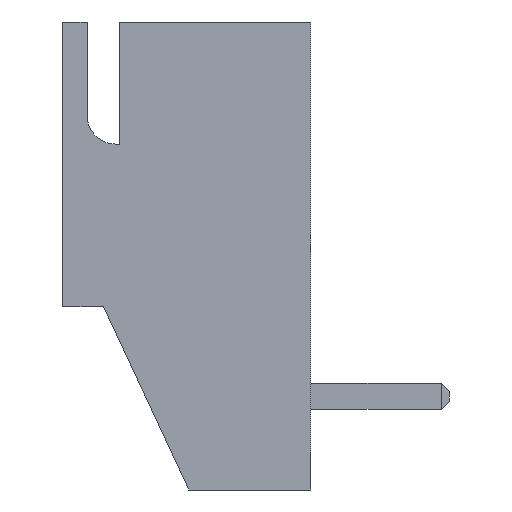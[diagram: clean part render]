
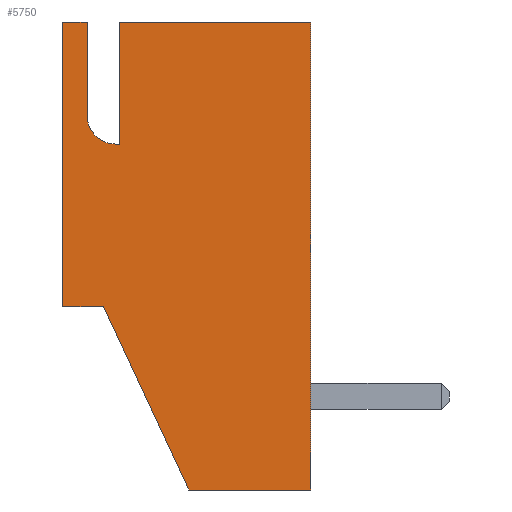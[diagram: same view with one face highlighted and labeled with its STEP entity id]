
A CAD part, left-side view. The second image highlights one B-rep face of the part: STEP entity #5750.
In plain terms, the highlighted planar face has unit normal (-1, 0, 0).
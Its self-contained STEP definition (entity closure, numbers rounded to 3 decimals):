
#70=CIRCLE('',#6105,0.7);
#176=FACE_OUTER_BOUND('',#508,.T.);
#508=EDGE_LOOP('',(#3961,#3962,#3963,#3964,#3965,#3966,#3967,#3968,#3969,
#3970,#3971));
#900=LINE('',#8164,#1678);
#904=LINE('',#8172,#1682);
#906=LINE('',#8177,#1684);
#914=LINE('',#8194,#1692);
#931=LINE('',#8231,#1709);
#964=LINE('',#8302,#1742);
#968=LINE('',#8312,#1746);
#969=LINE('',#8314,#1747);
#970=LINE('',#8316,#1748);
#971=LINE('',#8317,#1749);
#1678=VECTOR('',#6551,10.);
#1682=VECTOR('',#6559,10.);
#1684=VECTOR('',#6563,10.);
#1692=VECTOR('',#6575,10.);
#1709=VECTOR('',#6614,10.);
#1742=VECTOR('',#6669,10.);
#1746=VECTOR('',#6681,10.);
#1747=VECTOR('',#6684,10.);
#1748=VECTOR('',#6685,10.);
#1749=VECTOR('',#6686,10.);
#2455=VERTEX_POINT('',#8161);
#2456=VERTEX_POINT('',#8163);
#2458=VERTEX_POINT('',#8171);
#2459=VERTEX_POINT('',#8175);
#2460=VERTEX_POINT('',#8176);
#2467=VERTEX_POINT('',#8193);
#2476=VERTEX_POINT('',#8230);
#2502=VERTEX_POINT('',#8299);
#2503=VERTEX_POINT('',#8301);
#2505=VERTEX_POINT('',#8307);
#2506=VERTEX_POINT('',#8315);
#2988=EDGE_CURVE('',#2456,#2455,#900,.T.);
#2992=EDGE_CURVE('',#2458,#2456,#904,.T.);
#2994=EDGE_CURVE('',#2459,#2460,#906,.T.);
#3002=EDGE_CURVE('',#2460,#2467,#914,.T.);
#3021=EDGE_CURVE('',#2476,#2458,#931,.T.);
#3056=EDGE_CURVE('',#2503,#2502,#964,.T.);
#3059=EDGE_CURVE('',#2505,#2476,#70,.T.);
#3062=EDGE_CURVE('',#2502,#2505,#968,.T.);
#3063=EDGE_CURVE('',#2455,#2459,#969,.T.);
#3064=EDGE_CURVE('',#2467,#2506,#970,.T.);
#3065=EDGE_CURVE('',#2506,#2503,#971,.T.);
#3961=ORIENTED_EDGE('',*,*,#3056,.T.);
#3962=ORIENTED_EDGE('',*,*,#3062,.T.);
#3963=ORIENTED_EDGE('',*,*,#3059,.T.);
#3964=ORIENTED_EDGE('',*,*,#3021,.T.);
#3965=ORIENTED_EDGE('',*,*,#2992,.T.);
#3966=ORIENTED_EDGE('',*,*,#2988,.T.);
#3967=ORIENTED_EDGE('',*,*,#3063,.T.);
#3968=ORIENTED_EDGE('',*,*,#2994,.T.);
#3969=ORIENTED_EDGE('',*,*,#3002,.T.);
#3970=ORIENTED_EDGE('',*,*,#3064,.T.);
#3971=ORIENTED_EDGE('',*,*,#3065,.T.);
#5440=PLANE('',#6107);
#5750=ADVANCED_FACE('',(#176),#5440,.T.);
#6105=AXIS2_PLACEMENT_3D('',#8308,#6675,#6676);
#6107=AXIS2_PLACEMENT_3D('',#8313,#6682,#6683);
#6551=DIRECTION('',(0.,0.,-1.));
#6559=DIRECTION('',(0.,1.,0.));
#6563=DIRECTION('',(0.,-0.423,-0.906));
#6575=DIRECTION('',(0.,-1.,0.));
#6614=DIRECTION('',(0.,0.,1.));
#6669=DIRECTION('',(0.,0.,-1.));
#6675=DIRECTION('center_axis',(1.,0.,0.));
#6676=DIRECTION('ref_axis',(0.,0.,-1.));
#6681=DIRECTION('',(0.,1.,0.));
#6682=DIRECTION('center_axis',(-1.,0.,0.));
#6683=DIRECTION('ref_axis',(0.,0.,1.));
#6684=DIRECTION('',(0.,-1.,0.));
#6685=DIRECTION('',(0.,0.,1.));
#6686=DIRECTION('',(0.,1.,0.));
#8161=CARTESIAN_POINT('',(-14.95,6.1,-7.));
#8163=CARTESIAN_POINT('',(-14.95,6.1,0.));
#8164=CARTESIAN_POINT('',(-14.95,6.1,0.));
#8171=CARTESIAN_POINT('',(-14.95,5.5,0.));
#8172=CARTESIAN_POINT('',(-14.95,0.,0.));
#8175=CARTESIAN_POINT('',(-14.95,5.1,-7.));
#8176=CARTESIAN_POINT('',(-14.95,3.,-11.5));
#8177=CARTESIAN_POINT('',(-14.95,5.1,-7.));
#8193=CARTESIAN_POINT('',(-14.95,0.,-11.5));
#8194=CARTESIAN_POINT('',(-14.95,3.,-11.5));
#8230=CARTESIAN_POINT('',(-14.95,5.5,-2.3));
#8231=CARTESIAN_POINT('',(-14.95,5.5,-5.25));
#8299=CARTESIAN_POINT('',(-14.95,4.7,-3.));
#8301=CARTESIAN_POINT('',(-14.95,4.7,0.));
#8302=CARTESIAN_POINT('',(-14.95,4.7,-3.25));
#8307=CARTESIAN_POINT('',(-14.95,4.8,-3.));
#8308=CARTESIAN_POINT('Origin',(-14.95,4.8,-2.3));
#8312=CARTESIAN_POINT('',(-14.95,3.925,-3.));
#8313=CARTESIAN_POINT('Origin',(-14.95,3.05,-3.5));
#8314=CARTESIAN_POINT('',(-14.95,6.1,-7.));
#8315=CARTESIAN_POINT('',(-14.95,0.,0.));
#8316=CARTESIAN_POINT('',(-14.95,0.,-11.5));
#8317=CARTESIAN_POINT('',(-14.95,0.,0.));
